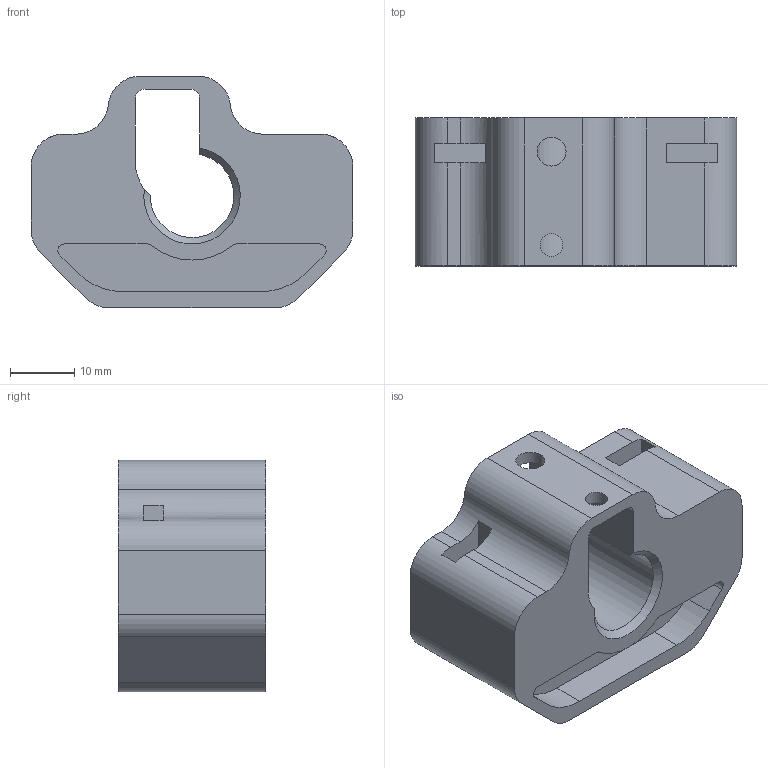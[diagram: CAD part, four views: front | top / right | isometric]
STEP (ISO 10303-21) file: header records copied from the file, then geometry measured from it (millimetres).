
FILE_DESCRIPTION(/* description */ ('VU Meter Deck angled desktop stand'),/* implementation_level */ '2;1');
FILE_NAME(/* name */ 'Rail_mount_left_v2',/* time_stamp */ '2024-06-26T16:20:43+02:00',/* author */ ('SB'),/* organization */ (''),/* preprocessor_version */ 'ST-DEVELOPER v16.7',/* originating_system */ 'DEX',/* authorisation */ $);
FILE_SCHEMA (('AUTOMOTIVE_DESIGN {1 0 10303 214 3 1 1}'));
Length unit declared in the file: millimetre
Products named in the file (1): Rail_mount_left_v2
Bounding box: 50 x 23 x 36 mm (x, y, z)
Volume: 22140.9 mm3; surface area: 9303.8 mm2
Topology: 1 solids, 1 shells, 125 faces, 333 edges, 224 vertices
Faces by surface type: plane 75, cylinder 34, bspline 12, cone 4
Full cylindrical faces by diameter (mm): 3.5 x1, 4.5 x1, 6.5 x4
Entity records: 4914 total; most frequent: CARTESIAN_POINT 1812, ORIENTED_EDGE 638, DIRECTION 599, EDGE_CURVE 319, VERTEX_POINT 220, LINE 211, VECTOR 211, AXIS2_PLACEMENT_3D 194
